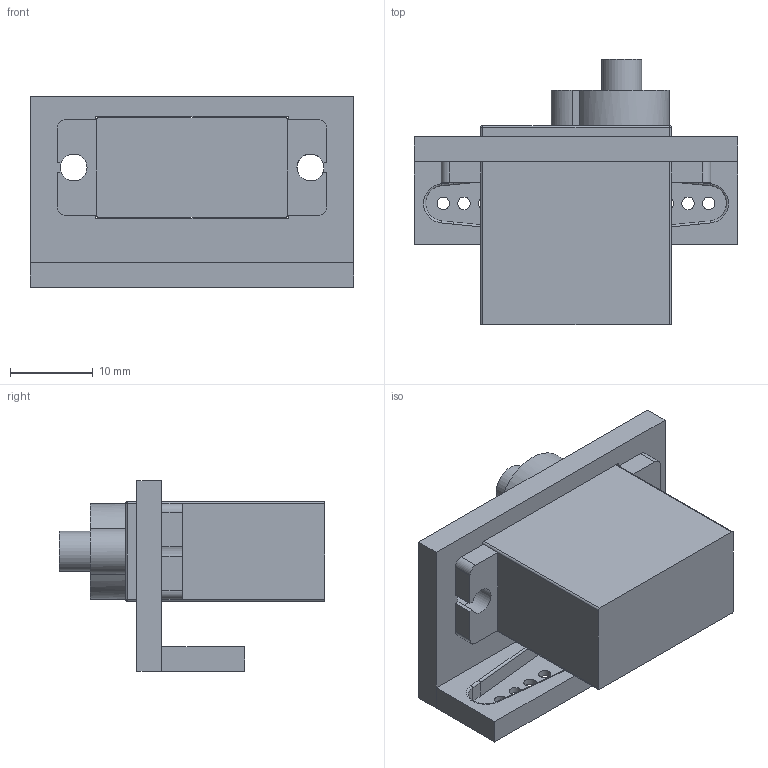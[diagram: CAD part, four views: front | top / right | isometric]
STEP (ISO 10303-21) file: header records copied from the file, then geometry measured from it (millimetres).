
FILE_DESCRIPTION(/* description */ (''),/* implementation_level */ '2;1');
FILE_NAME(/* name */ '5f99999c-7397-411f-a21b-4e0138cf7f45.stp',/* time_stamp */ '2026-02-26T19:24:13Z',/* author */ (''),/* organization */ (''),/* preprocessor_version */ 'ST-DEVELOPER v20.1',/* originating_system */ 'Autodesk Translation Framework v14.24.0.0',/* authorisation */ '');
FILE_SCHEMA (('AUTOMOTIVE_DESIGN { 1 0 10303 214 3 1 1 }'));
Length unit declared in the file: millimetre
Products named in the file (3): gripper; MG90S Servo; MG90SStraightServoHornMountTest
Assembly tree (2 placements, depth 2):
  gripper
    MG90S Servo
    MG90SStraightServoHornMountTest
Bounding box: 39 x 32 x 23 mm (x, y, z)
Volume: 9871.3 mm3; surface area: 5723.9 mm2
Topology: 3 solids, 3 shells, 104 faces, 255 edges, 159 vertices
Faces by surface type: plane 54, cylinder 39, torus 6, sphere 4, bspline 1
Full cylindrical faces by diameter (mm): 1.5 x10, 3.25 x1, 4.85 x1, 7.25 x1
Entity records: 3189 total; most frequent: DIRECTION 562, CARTESIAN_POINT 532, ORIENTED_EDGE 510, EDGE_CURVE 255, AXIS2_PLACEMENT_3D 199, LINE 164, VECTOR 164, VERTEX_POINT 159
